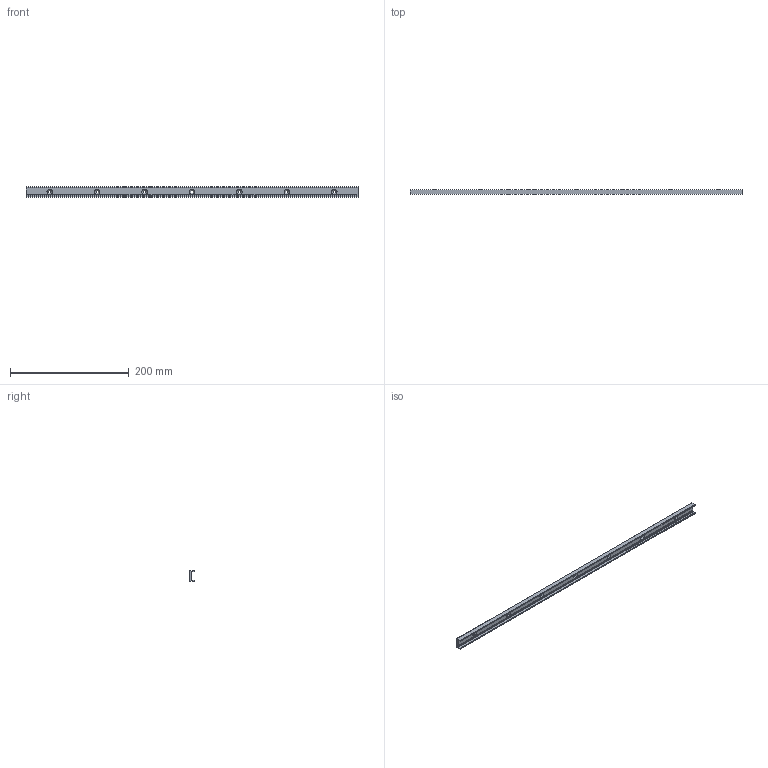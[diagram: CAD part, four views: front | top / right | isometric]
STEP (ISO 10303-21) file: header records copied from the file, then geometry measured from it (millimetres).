
FILE_DESCRIPTION((''),'2;1');
FILE_NAME('LCU 18-0560.V.stp','2016-05-04T09:25:33',('MRathmann'),(''),'Autodesk Inventor 2012','Autodesk Inventor 2012','');
FILE_SCHEMA(('CONFIG_CONTROL_DESIGN'));
Length unit declared in the file: millimetre
Products named in the file (1): LCU 18-0560.V
Bounding box: 560 x 8.25 x 18 mm (x, y, z)
Volume: 37734.3 mm3; surface area: 35632.4 mm2
Topology: 1 solids, 1 shells, 36 faces, 123 edges, 82 vertices
Faces by surface type: cylinder 18, plane 11, cone 7
Full cylindrical faces by diameter (mm): 4.5 x7
Entity records: 1229 total; most frequent: CARTESIAN_POINT 235, DIRECTION 205, ORIENTED_EDGE 190, EDGE_CURVE 95, AXIS2_PLACEMENT_3D 80, VERTEX_POINT 68, EDGE_LOOP 57, VECTOR 45
